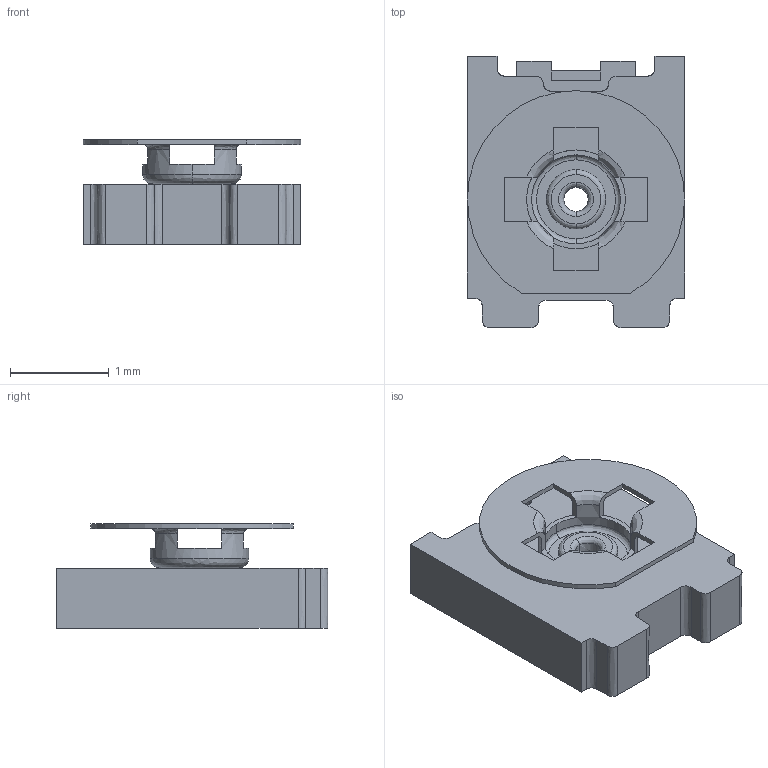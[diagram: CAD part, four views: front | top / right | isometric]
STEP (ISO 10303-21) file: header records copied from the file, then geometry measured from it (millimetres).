
FILE_DESCRIPTION((''),'2;1');
FILE_NAME('3302W003_ASM','2012-04-10T',('minhn'),('Bourns, Inc.'),'PRO/ENGINEER BY PARAMETRIC TECHNOLOGY CORPORATION, 2001200','PRO/ENGINEER BY PARAMETRIC TECHNOLOGY CORPORATION, 2001200','');
FILE_SCHEMA(('AUTOMOTIVE_DESIGN_CC2 { 1 2 10303 214 -1 1 5 2 }'));
Products named in the file (2): 3302_SUBSTR; 3302W003_ASM
Assembly tree (1 placements, depth 2):
  3302W003_ASM
    3302_SUBSTR
Bounding box: 2.2 x 2.75 x 1.06 mm (x, y, z)
Volume: 3.1 mm3; surface area: 30.3 mm2
Topology: 1 solids, 1 shells, 136 faces, 392 edges, 258 vertices
Faces by surface type: bspline 136
Entity records: 5579 total; most frequent: CARTESIAN_POINT 2335, ORIENTED_EDGE 784, DIRECTION 488, EDGE_CURVE 392, VERTEX_POINT 258, VECTOR 254, LINE 254, EDGE_LOOP 146
